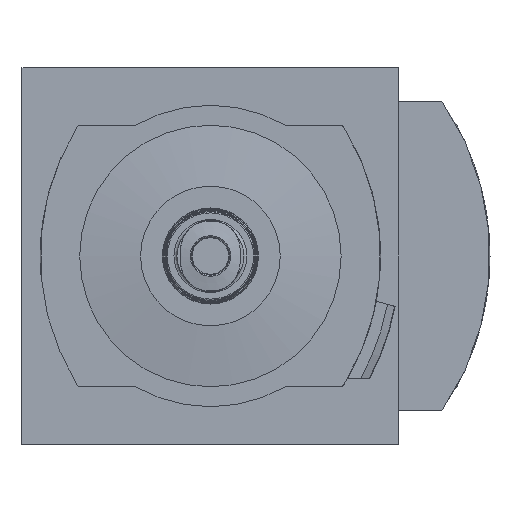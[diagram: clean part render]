
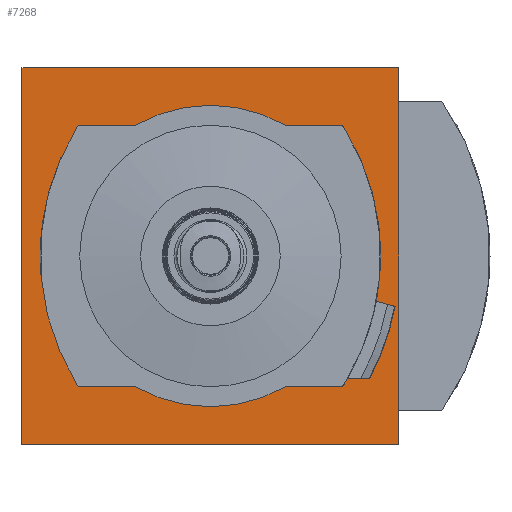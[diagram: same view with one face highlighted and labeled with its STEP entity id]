
A CAD part, front view. The second image highlights one B-rep face of the part: STEP entity #7268.
In plain terms, the highlighted planar face has unit normal (0, -1, 0).
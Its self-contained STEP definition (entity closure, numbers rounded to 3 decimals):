
#143=PLANE('',#7624);
#499=LINE('',#10087,#1032);
#500=LINE('',#10090,#1033);
#501=LINE('',#10092,#1034);
#502=LINE('',#10094,#1035);
#503=LINE('',#10095,#1036);
#504=LINE('',#10099,#1037);
#505=LINE('',#10102,#1038);
#506=LINE('',#10106,#1039);
#507=LINE('',#10111,#1040);
#508=LINE('',#10115,#1041);
#1032=VECTOR('',#8424,1000.);
#1033=VECTOR('',#8425,1000.);
#1034=VECTOR('',#8426,1000.);
#1035=VECTOR('',#8427,1000.);
#1036=VECTOR('',#8428,1000.);
#1037=VECTOR('',#8431,1000.);
#1038=VECTOR('',#8434,1000.);
#1039=VECTOR('',#8437,1000.);
#1040=VECTOR('',#8442,1000.);
#1041=VECTOR('',#8445,1000.);
#1390=CIRCLE('',#7616,40.);
#1392=CIRCLE('',#7618,40.);
#1396=CIRCLE('',#7623,40.);
#1397=CIRCLE('',#7625,41.2);
#1398=CIRCLE('',#7626,0.5);
#1399=CIRCLE('',#7627,24.8);
#1400=CIRCLE('',#7628,0.5);
#1401=CIRCLE('',#7629,0.5);
#1402=CIRCLE('',#7630,24.8);
#1403=CIRCLE('',#7631,0.5);
#1895=ORIENTED_EDGE('',*,*,#3273,.F.);
#1896=ORIENTED_EDGE('',*,*,#3274,.F.);
#1897=ORIENTED_EDGE('',*,*,#3275,.F.);
#1898=ORIENTED_EDGE('',*,*,#3276,.F.);
#1899=ORIENTED_EDGE('',*,*,#3262,.T.);
#1900=ORIENTED_EDGE('',*,*,#3277,.F.);
#1901=ORIENTED_EDGE('',*,*,#3278,.F.);
#1902=ORIENTED_EDGE('',*,*,#3279,.F.);
#1903=ORIENTED_EDGE('',*,*,#3258,.T.);
#1904=ORIENTED_EDGE('',*,*,#3280,.T.);
#1905=ORIENTED_EDGE('',*,*,#3281,.T.);
#1906=ORIENTED_EDGE('',*,*,#3282,.T.);
#1907=ORIENTED_EDGE('',*,*,#3283,.T.);
#1908=ORIENTED_EDGE('',*,*,#3284,.T.);
#1909=ORIENTED_EDGE('',*,*,#3270,.T.);
#1910=ORIENTED_EDGE('',*,*,#3285,.T.);
#1911=ORIENTED_EDGE('',*,*,#3286,.T.);
#1912=ORIENTED_EDGE('',*,*,#3287,.T.);
#1913=ORIENTED_EDGE('',*,*,#3288,.T.);
#1914=ORIENTED_EDGE('',*,*,#3289,.T.);
#3258=EDGE_CURVE('',#3948,#3947,#1390,.T.);
#3262=EDGE_CURVE('',#3944,#3951,#1392,.T.);
#3270=EDGE_CURVE('',#3956,#3959,#1396,.T.);
#3273=EDGE_CURVE('',#3960,#3961,#499,.T.);
#3274=EDGE_CURVE('',#3962,#3960,#500,.T.);
#3275=EDGE_CURVE('',#3963,#3962,#501,.T.);
#3276=EDGE_CURVE('',#3961,#3963,#502,.T.);
#3277=EDGE_CURVE('',#3964,#3951,#503,.T.);
#3278=EDGE_CURVE('',#3965,#3964,#1397,.F.);
#3279=EDGE_CURVE('',#3948,#3965,#504,.T.);
#3280=EDGE_CURVE('',#3947,#3966,#1398,.T.);
#3281=EDGE_CURVE('',#3966,#3967,#505,.T.);
#3282=EDGE_CURVE('',#3967,#3968,#1399,.T.);
#3283=EDGE_CURVE('',#3968,#3969,#506,.T.);
#3284=EDGE_CURVE('',#3969,#3956,#1400,.T.);
#3285=EDGE_CURVE('',#3959,#3970,#1401,.T.);
#3286=EDGE_CURVE('',#3970,#3971,#507,.T.);
#3287=EDGE_CURVE('',#3971,#3972,#1402,.T.);
#3288=EDGE_CURVE('',#3972,#3973,#508,.T.);
#3289=EDGE_CURVE('',#3973,#3944,#1403,.T.);
#3944=VERTEX_POINT('',#10052);
#3947=VERTEX_POINT('',#10057);
#3948=VERTEX_POINT('',#10059);
#3951=VERTEX_POINT('',#10065);
#3956=VERTEX_POINT('',#10077);
#3959=VERTEX_POINT('',#10082);
#3960=VERTEX_POINT('',#10088);
#3961=VERTEX_POINT('',#10089);
#3962=VERTEX_POINT('',#10091);
#3963=VERTEX_POINT('',#10093);
#3964=VERTEX_POINT('',#10096);
#3965=VERTEX_POINT('',#10098);
#3966=VERTEX_POINT('',#10101);
#3967=VERTEX_POINT('',#10103);
#3968=VERTEX_POINT('',#10105);
#3969=VERTEX_POINT('',#10107);
#3970=VERTEX_POINT('',#10110);
#3971=VERTEX_POINT('',#10112);
#3972=VERTEX_POINT('',#10114);
#3973=VERTEX_POINT('',#10116);
#4380=EDGE_LOOP('',(#1895,#1896,#1897,#1898));
#4381=EDGE_LOOP('',(#1899,#1900,#1901,#1902,#1903,#1904,#1905,#1906,#1907,
#1908,#1909,#1910,#1911,#1912,#1913,#1914));
#4758=FACE_BOUND('',#4380,.T.);
#4759=FACE_BOUND('',#4381,.T.);
#7268=ADVANCED_FACE('',(#4758,#4759),#143,.F.);
#7616=AXIS2_PLACEMENT_3D('',#10058,#8398,#8399);
#7618=AXIS2_PLACEMENT_3D('',#10066,#8404,#8405);
#7623=AXIS2_PLACEMENT_3D('',#10083,#8418,#8419);
#7624=AXIS2_PLACEMENT_3D('',#10086,#8422,#8423);
#7625=AXIS2_PLACEMENT_3D('',#10097,#8429,#8430);
#7626=AXIS2_PLACEMENT_3D('',#10100,#8432,#8433);
#7627=AXIS2_PLACEMENT_3D('',#10104,#8435,#8436);
#7628=AXIS2_PLACEMENT_3D('',#10108,#8438,#8439);
#7629=AXIS2_PLACEMENT_3D('',#10109,#8440,#8441);
#7630=AXIS2_PLACEMENT_3D('',#10113,#8443,#8444);
#7631=AXIS2_PLACEMENT_3D('',#10117,#8446,#8447);
#8398=DIRECTION('',(0.,1.,0.));
#8399=DIRECTION('',(1.,0.,0.));
#8404=DIRECTION('',(0.,1.,0.));
#8405=DIRECTION('',(1.,0.,0.));
#8418=DIRECTION('',(0.,1.,0.));
#8419=DIRECTION('',(1.,0.,0.));
#8422=DIRECTION('',(0.,1.,0.));
#8423=DIRECTION('',(0.,0.,1.));
#8424=DIRECTION('',(-1.,0.,0.));
#8425=DIRECTION('',(0.,0.,-1.));
#8426=DIRECTION('',(1.,0.,0.));
#8427=DIRECTION('',(0.,0.,1.));
#8428=DIRECTION('',(-0.966,0.,0.259));
#8429=DIRECTION('',(0.,1.,0.));
#8430=DIRECTION('',(0.,0.,1.));
#8431=DIRECTION('',(1.,0.,0.));
#8432=DIRECTION('',(0.,1.,0.));
#8433=DIRECTION('',(1.,0.,0.));
#8434=DIRECTION('',(-1.,0.,0.));
#8435=DIRECTION('',(0.,1.,0.));
#8436=DIRECTION('',(1.,0.,0.));
#8437=DIRECTION('',(-1.,0.,0.));
#8438=DIRECTION('',(0.,1.,0.));
#8439=DIRECTION('',(1.,0.,0.));
#8440=DIRECTION('',(0.,1.,0.));
#8441=DIRECTION('',(1.,0.,0.));
#8442=DIRECTION('',(1.,0.,0.));
#8443=DIRECTION('',(0.,1.,0.));
#8444=DIRECTION('',(1.,0.,0.));
#8445=DIRECTION('',(1.,0.,0.));
#8446=DIRECTION('',(0.,1.,0.));
#8447=DIRECTION('',(1.,0.,0.));
#10052=CARTESIAN_POINT('',(21.879,-45.5,21.266));
#10057=CARTESIAN_POINT('',(21.879,-45.5,-21.266));
#10058=CARTESIAN_POINT('',(-12.,-45.5,0.));
#10059=CARTESIAN_POINT('',(22.554,-45.5,-20.15));
#10065=CARTESIAN_POINT('',(27.298,-45.5,-7.463));
#10066=CARTESIAN_POINT('',(-12.,-45.5,0.));
#10077=CARTESIAN_POINT('',(-21.879,-45.5,-21.266));
#10082=CARTESIAN_POINT('',(-21.879,-45.5,21.266));
#10083=CARTESIAN_POINT('',(12.,-45.5,0.));
#10086=CARTESIAN_POINT('',(0.,-45.5,0.));
#10087=CARTESIAN_POINT('',(31.,-45.5,-31.));
#10088=CARTESIAN_POINT('',(31.,-45.5,-31.));
#10089=CARTESIAN_POINT('',(-31.,-45.5,-31.));
#10090=CARTESIAN_POINT('',(31.,-45.5,31.));
#10091=CARTESIAN_POINT('',(31.,-45.5,31.));
#10092=CARTESIAN_POINT('',(-31.,-45.5,31.));
#10093=CARTESIAN_POINT('',(-31.,-45.5,31.));
#10094=CARTESIAN_POINT('',(-31.,-45.5,-31.));
#10095=CARTESIAN_POINT('',(30.42,-45.5,-8.3));
#10096=CARTESIAN_POINT('',(28.46,-45.5,-7.775));
#10097=CARTESIAN_POINT('',(-12.,-45.5,0.));
#10098=CARTESIAN_POINT('',(23.936,-45.5,-20.15));
#10099=CARTESIAN_POINT('',(0.,-45.5,-20.15));
#10100=CARTESIAN_POINT('',(21.455,-45.5,-21.));
#10101=CARTESIAN_POINT('',(21.455,-45.5,-21.5));
#10102=CARTESIAN_POINT('',(21.455,-45.5,-21.5));
#10103=CARTESIAN_POINT('',(12.361,-45.5,-21.5));
#10104=CARTESIAN_POINT('',(0.,-45.5,0.));
#10105=CARTESIAN_POINT('',(-12.361,-45.5,-21.5));
#10106=CARTESIAN_POINT('',(-12.361,-45.5,-21.5));
#10107=CARTESIAN_POINT('',(-21.455,-45.5,-21.5));
#10108=CARTESIAN_POINT('',(-21.455,-45.5,-21.));
#10109=CARTESIAN_POINT('',(-21.455,-45.5,21.));
#10110=CARTESIAN_POINT('',(-21.455,-45.5,21.5));
#10111=CARTESIAN_POINT('',(-21.455,-45.5,21.5));
#10112=CARTESIAN_POINT('',(-12.361,-45.5,21.5));
#10113=CARTESIAN_POINT('',(0.,-45.5,0.));
#10114=CARTESIAN_POINT('',(12.361,-45.5,21.5));
#10115=CARTESIAN_POINT('',(12.361,-45.5,21.5));
#10116=CARTESIAN_POINT('',(21.455,-45.5,21.5));
#10117=CARTESIAN_POINT('',(21.455,-45.5,21.));
